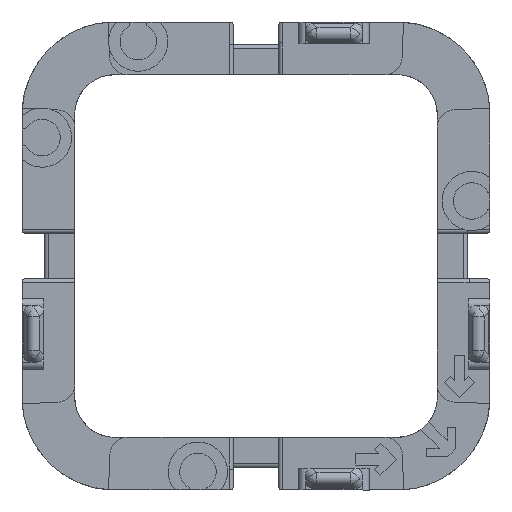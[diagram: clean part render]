
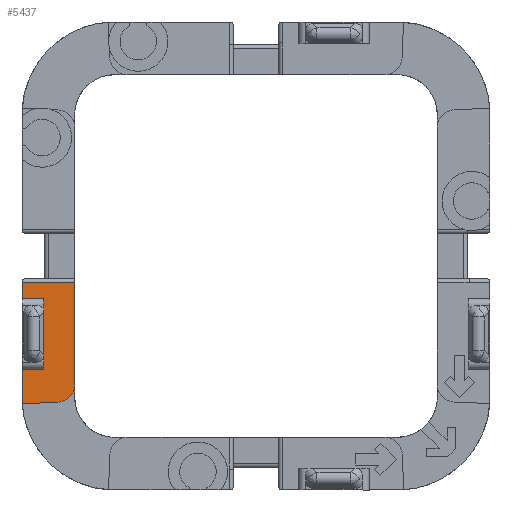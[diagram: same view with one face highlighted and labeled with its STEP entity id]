
A CAD part, front view. The second image highlights one B-rep face of the part: STEP entity #5437.
In plain terms, the highlighted planar face has unit normal (0, -1, 0).
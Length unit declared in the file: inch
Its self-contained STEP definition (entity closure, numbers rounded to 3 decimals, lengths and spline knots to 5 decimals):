
#124=B_SPLINE_CURVE_WITH_KNOTS('',3,(#10493,#10494,#10495,#10496),
 .UNSPECIFIED.,.F.,.F.,(4,4),(-1.30499,-1.2471),
 .UNSPECIFIED.);
#189=CIRCLE('',#5649,0.0625);
#261=CIRCLE('',#5819,0.0125);
#522=FACE_OUTER_BOUND('',#828,.T.);
#828=EDGE_LOOP('',(#4192,#4193,#4194,#4195,#4196,#4197,#4198,#4199,#4200,
#4201,#4202));
#1079=LINE('',#7680,#1649);
#1181=LINE('',#9336,#1751);
#1185=LINE('',#9348,#1755);
#1329=LINE('',#10476,#1899);
#1333=LINE('',#10488,#1903);
#1334=LINE('',#10490,#1904);
#1335=LINE('',#10491,#1905);
#1336=LINE('',#10497,#1906);
#1649=VECTOR('',#6193,0.36179);
#1751=VECTOR('',#6431,0.099);
#1755=VECTOR('',#6439,0.0575);
#1899=VECTOR('',#6781,0.18616);
#1903=VECTOR('',#6793,0.07613);
#1904=VECTOR('',#6794,0.25);
#1905=VECTOR('',#6795,0.07613);
#1906=VECTOR('',#6796,0.12572);
#2189=VERTEX_POINT('',#7647);
#2190=VERTEX_POINT('',#7648);
#2204=VERTEX_POINT('',#7678);
#2347=VERTEX_POINT('',#9333);
#2348=VERTEX_POINT('',#9335);
#2353=VERTEX_POINT('',#9345);
#2354=VERTEX_POINT('',#9347);
#2474=VERTEX_POINT('',#10447);
#2481=VERTEX_POINT('',#10487);
#2482=VERTEX_POINT('',#10489);
#2483=VERTEX_POINT('',#10492);
#2735=EDGE_CURVE('',#2189,#2190,#189,.T.);
#2751=EDGE_CURVE('',#2189,#2204,#1079,.T.);
#2931=EDGE_CURVE('',#2348,#2347,#1181,.T.);
#2937=EDGE_CURVE('',#2354,#2353,#1185,.T.);
#3121=EDGE_CURVE('',#2354,#2474,#261,.T.);
#3128=EDGE_CURVE('',#2474,#2204,#1329,.T.);
#3134=EDGE_CURVE('',#2481,#2353,#1333,.T.);
#3135=EDGE_CURVE('',#2482,#2481,#1334,.T.);
#3136=EDGE_CURVE('',#2348,#2482,#1335,.T.);
#3137=EDGE_CURVE('',#2347,#2483,#124,.T.);
#3138=EDGE_CURVE('',#2483,#2190,#1336,.T.);
#4192=ORIENTED_EDGE('',*,*,#2735,.F.);
#4193=ORIENTED_EDGE('',*,*,#2751,.T.);
#4194=ORIENTED_EDGE('',*,*,#3128,.F.);
#4195=ORIENTED_EDGE('',*,*,#3121,.F.);
#4196=ORIENTED_EDGE('',*,*,#2937,.T.);
#4197=ORIENTED_EDGE('',*,*,#3134,.F.);
#4198=ORIENTED_EDGE('',*,*,#3135,.F.);
#4199=ORIENTED_EDGE('',*,*,#3136,.F.);
#4200=ORIENTED_EDGE('',*,*,#2931,.T.);
#4201=ORIENTED_EDGE('',*,*,#3137,.T.);
#4202=ORIENTED_EDGE('',*,*,#3138,.T.);
#5203=PLANE('',#5826);
#5437=ADVANCED_FACE('',(#522),#5203,.F.);
#5649=AXIS2_PLACEMENT_3D('',#7649,#6171,#6172);
#5819=AXIS2_PLACEMENT_3D('',#10448,#6768,#6769);
#5826=AXIS2_PLACEMENT_3D('',#10486,#6791,#6792);
#6171=DIRECTION('center_axis',(0.,1.,0.));
#6172=DIRECTION('ref_axis',(1.,0.,0.));
#6193=DIRECTION('',(0.,0.,1.));
#6431=DIRECTION('',(0.,0.,-1.));
#6439=DIRECTION('',(0.,0.,-1.));
#6768=DIRECTION('center_axis',(0.,1.,0.));
#6769=DIRECTION('ref_axis',(-0.707,0.,0.707));
#6781=DIRECTION('',(1.,0.,0.));
#6791=DIRECTION('center_axis',(0.,1.,0.));
#6792=DIRECTION('ref_axis',(0.,0.,1.));
#6793=DIRECTION('',(-1.,0.,0.));
#6794=DIRECTION('',(0.,0.,1.));
#6795=DIRECTION('',(1.,0.,0.));
#6796=DIRECTION('',(0.999,0.,0.044));
#7647=CARTESIAN_POINT('',(-0.64,0.28754,-0.45388));
#7648=CARTESIAN_POINT('',(-0.69977,0.28754,-0.51632));
#7649=CARTESIAN_POINT('Origin',(-0.7025,0.28754,-0.45388));
#7678=CARTESIAN_POINT('',(-0.64,0.28754,-0.0921));
#7680=CARTESIAN_POINT('',(-0.64,0.28754,0.24321));
#9333=CARTESIAN_POINT('',(-0.82617,0.28754,-0.499));
#9335=CARTESIAN_POINT('',(-0.82617,0.28754,-0.4));
#9336=CARTESIAN_POINT('',(-0.82617,0.28754,-0.4));
#9345=CARTESIAN_POINT('',(-0.82617,0.28754,-0.15));
#9347=CARTESIAN_POINT('',(-0.82617,0.28754,-0.0925));
#9348=CARTESIAN_POINT('',(-0.82617,0.28754,0.499));
#10447=CARTESIAN_POINT('',(-0.82616,0.28754,-0.0921));
#10448=CARTESIAN_POINT('Origin',(-0.81367,0.28754,-0.0925));
#10476=CARTESIAN_POINT('',(-0.31371,0.28754,-0.0921));
#10486=CARTESIAN_POINT('Origin',(0.01258,0.28754,-0.01258));
#10487=CARTESIAN_POINT('',(-0.75004,0.28754,-0.15));
#10488=CARTESIAN_POINT('',(-0.36873,0.28754,-0.15));
#10489=CARTESIAN_POINT('',(-0.75004,0.28754,-0.4));
#10490=CARTESIAN_POINT('',(-0.75004,0.28754,-0.20629));
#10491=CARTESIAN_POINT('',(-0.41623,0.28754,-0.4));
#10492=CARTESIAN_POINT('',(-0.82537,0.28754,-0.52181));
#10493=CARTESIAN_POINT('Ctrl Pts',(-0.82617,0.28754,
-0.499));
#10494=CARTESIAN_POINT('Ctrl Pts',(-0.82617,0.28754,
-0.50661));
#10495=CARTESIAN_POINT('Ctrl Pts',(-0.8259,0.28754,-0.51422));
#10496=CARTESIAN_POINT('Ctrl Pts',(-0.82537,0.28754,
-0.52181));
#10497=CARTESIAN_POINT('',(-0.23697,0.28754,-0.49612));
